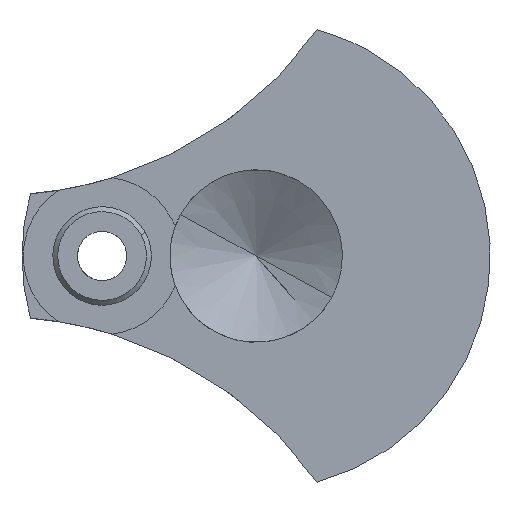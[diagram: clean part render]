
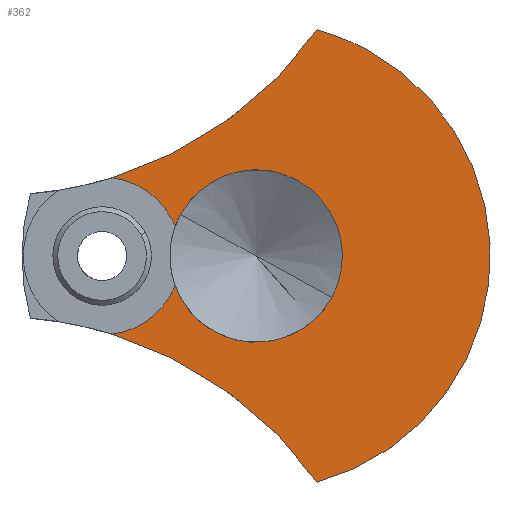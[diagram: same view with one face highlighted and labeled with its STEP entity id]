
A CAD part, front view. The second image highlights one B-rep face of the part: STEP entity #362.
In plain terms, the highlighted planar face has unit normal (0, -1, 0).
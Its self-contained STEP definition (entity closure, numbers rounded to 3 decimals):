
#224=AXIS2_PLACEMENT_3D('Circle Axis2P3D',#222,#223,$) ;
#252=AXIS2_PLACEMENT_3D('Circle Axis2P3D',#250,#251,$) ;
#284=AXIS2_PLACEMENT_3D('Circle Axis2P3D',#282,#283,$) ;
#301=AXIS2_PLACEMENT_3D('Plane Axis2P3D',#298,#299,#300) ;
#305=AXIS2_PLACEMENT_3D('Circle Axis2P3D',#303,#304,$) ;
#312=AXIS2_PLACEMENT_3D('Circle Axis2P3D',#310,#311,$) ;
#319=AXIS2_PLACEMENT_3D('Circle Axis2P3D',#317,#318,$) ;
#326=AXIS2_PLACEMENT_3D('Circle Axis2P3D',#324,#325,$) ;
#333=AXIS2_PLACEMENT_3D('Circle Axis2P3D',#331,#332,$) ;
#340=AXIS2_PLACEMENT_3D('Circle Axis2P3D',#338,#339,$) ;
#347=AXIS2_PLACEMENT_3D('Circle Axis2P3D',#345,#346,$) ;
#219=CARTESIAN_POINT('Vertex',(-3.072,-5.085,1.678)) ;
#222=CARTESIAN_POINT('Axis2P3D Location',(0.,-5.085,0.)) ;
#226=CARTESIAN_POINT('Vertex',(-3.286,-5.085,1.206)) ;
#247=CARTESIAN_POINT('Vertex',(-3.286,-5.085,-1.206)) ;
#250=CARTESIAN_POINT('Axis2P3D Location',(0.,-5.085,0.)) ;
#254=CARTESIAN_POINT('Vertex',(3.072,-5.085,-1.678)) ;
#282=CARTESIAN_POINT('Axis2P3D Location',(0.,-5.085,0.)) ;
#298=CARTESIAN_POINT('Axis2P3D Location',(0.,-5.085,0.)) ;
#303=CARTESIAN_POINT('Axis2P3D Location',(-6.25,-5.085,0.)) ;
#307=CARTESIAN_POINT('Vertex',(-5.838,-5.085,-3.173)) ;
#310=CARTESIAN_POINT('Axis2P3D Location',(-10.543,-5.085,-18.466)) ;
#314=CARTESIAN_POINT('Vertex',(2.48,-5.085,-9.171)) ;
#317=CARTESIAN_POINT('Axis2P3D Location',(0.,-5.085,0.)) ;
#321=CARTESIAN_POINT('Vertex',(4.555,-5.085,8.337)) ;
#324=CARTESIAN_POINT('Axis2P3D Location',(0.,-5.085,0.)) ;
#328=CARTESIAN_POINT('Vertex',(2.48,-5.085,9.171)) ;
#331=CARTESIAN_POINT('Axis2P3D Location',(-10.543,-5.085,18.466)) ;
#335=CARTESIAN_POINT('Vertex',(-5.838,-5.085,3.173)) ;
#338=CARTESIAN_POINT('Axis2P3D Location',(-6.25,-5.085,0.)) ;
#342=CARTESIAN_POINT('Vertex',(-3.442,-5.085,1.534)) ;
#345=CARTESIAN_POINT('Axis2P3D Location',(-6.25,-5.085,0.)) ;
#223=DIRECTION('Axis2P3D Direction',(0.,1.,0.)) ;
#251=DIRECTION('Axis2P3D Direction',(0.,1.,0.)) ;
#283=DIRECTION('Axis2P3D Direction',(0.,1.,0.)) ;
#299=DIRECTION('Axis2P3D Direction',(0.,1.,0.)) ;
#300=DIRECTION('Axis2P3D XDirection',(1.,0.,0.)) ;
#304=DIRECTION('Axis2P3D Direction',(0.,1.,0.)) ;
#311=DIRECTION('Axis2P3D Direction',(0.,1.,0.)) ;
#318=DIRECTION('Axis2P3D Direction',(0.,1.,0.)) ;
#325=DIRECTION('Axis2P3D Direction',(0.,1.,0.)) ;
#332=DIRECTION('Axis2P3D Direction',(0.,1.,0.)) ;
#339=DIRECTION('Axis2P3D Direction',(0.,1.,0.)) ;
#346=DIRECTION('Axis2P3D Direction',(0.,1.,0.)) ;
#351=ORIENTED_EDGE('',*,*,#228,.T.) ;
#352=ORIENTED_EDGE('',*,*,#286,.T.) ;
#353=ORIENTED_EDGE('',*,*,#256,.T.) ;
#354=ORIENTED_EDGE('',*,*,#309,.F.) ;
#355=ORIENTED_EDGE('',*,*,#316,.T.) ;
#356=ORIENTED_EDGE('',*,*,#323,.F.) ;
#357=ORIENTED_EDGE('',*,*,#330,.F.) ;
#358=ORIENTED_EDGE('',*,*,#337,.T.) ;
#359=ORIENTED_EDGE('',*,*,#344,.F.) ;
#360=ORIENTED_EDGE('',*,*,#349,.F.) ;
#362=ADVANCED_FACE('',(#361),#302,.F.) ;
#225=CIRCLE('generated circle',#224,3.5) ;
#253=CIRCLE('generated circle',#252,3.5) ;
#285=CIRCLE('generated circle',#284,3.5) ;
#306=CIRCLE('generated circle',#305,3.2) ;
#313=CIRCLE('generated circle',#312,16.) ;
#320=CIRCLE('generated circle',#319,9.5) ;
#327=CIRCLE('generated circle',#326,9.5) ;
#334=CIRCLE('generated circle',#333,16.) ;
#341=CIRCLE('generated circle',#340,3.2) ;
#348=CIRCLE('generated circle',#347,3.2) ;
#228=EDGE_CURVE('',#227,#220,#225,.T.) ;
#256=EDGE_CURVE('',#255,#248,#253,.T.) ;
#286=EDGE_CURVE('',#220,#255,#285,.T.) ;
#309=EDGE_CURVE('',#308,#248,#306,.F.) ;
#316=EDGE_CURVE('',#308,#315,#313,.T.) ;
#323=EDGE_CURVE('',#322,#315,#320,.T.) ;
#330=EDGE_CURVE('',#329,#322,#327,.T.) ;
#337=EDGE_CURVE('',#329,#336,#334,.T.) ;
#344=EDGE_CURVE('',#343,#336,#341,.F.) ;
#349=EDGE_CURVE('',#227,#343,#348,.F.) ;
#350=EDGE_LOOP('',(#351,#352,#353,#354,#355,#356,#357,#358,#359,#360)) ;
#361=FACE_OUTER_BOUND('',#350,.T.) ;
#302=PLANE('Plane',#301) ;
#220=VERTEX_POINT('',#219) ;
#227=VERTEX_POINT('',#226) ;
#248=VERTEX_POINT('',#247) ;
#255=VERTEX_POINT('',#254) ;
#308=VERTEX_POINT('',#307) ;
#315=VERTEX_POINT('',#314) ;
#322=VERTEX_POINT('',#321) ;
#329=VERTEX_POINT('',#328) ;
#336=VERTEX_POINT('',#335) ;
#343=VERTEX_POINT('',#342) ;
